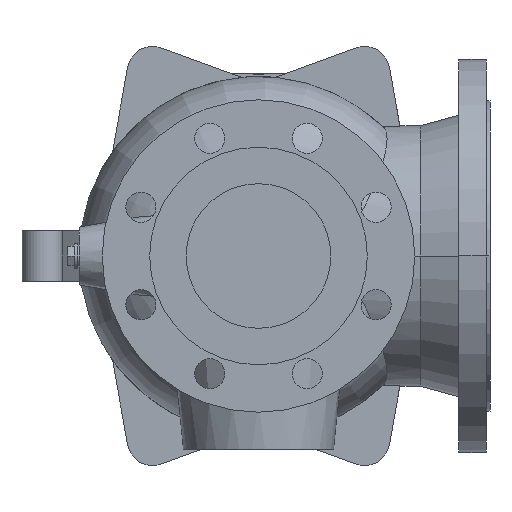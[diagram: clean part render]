
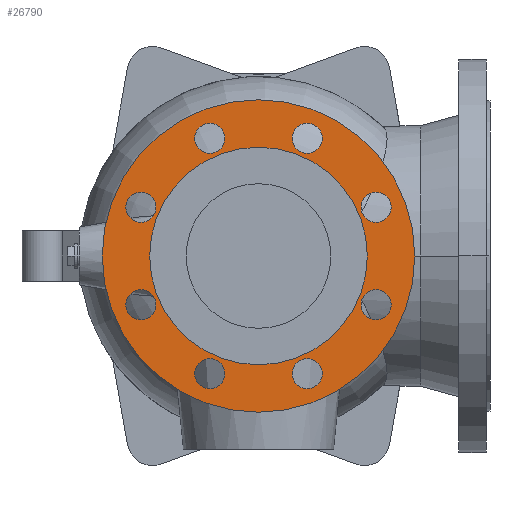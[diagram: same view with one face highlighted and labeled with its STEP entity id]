
A CAD part, front view. The second image highlights one B-rep face of the part: STEP entity #26790.
In plain terms, the highlighted planar face has unit normal (0, -1, 0).
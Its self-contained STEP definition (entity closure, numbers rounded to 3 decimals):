
#1730=CARTESIAN_POINT('',(94.,3.,0.));
#1740=VERTEX_POINT('',#1730);
#1900=CARTESIAN_POINT('',(-94.,3.,0.));
#1910=VERTEX_POINT('',#1900);
#1940=CARTESIAN_POINT('',(0.,3.,0.));
#1950=DIRECTION('',(0.,-1.,-0.));
#1960=DIRECTION('',(-1.,0.,0.));
#1970=AXIS2_PLACEMENT_3D('',#1940,#1950,#1960);
#1980=CIRCLE('',#1970,94.);
#1990=EDGE_CURVE('',#1740,#1910,#1980,.T.);
#2130=CARTESIAN_POINT('',(-135.,3.,0.));
#2140=VERTEX_POINT('',#2130);
#2190=CARTESIAN_POINT('',(0.,3.,0.));
#2200=DIRECTION('',(0.,-1.,-0.));
#2210=DIRECTION('',(-1.,0.,0.));
#2220=AXIS2_PLACEMENT_3D('',#2190,#2200,#2210);
#2230=CIRCLE('',#2220,135.);
#2240=CARTESIAN_POINT('',(135.,3.,0.));
#2250=VERTEX_POINT('',#2240);
#2260=EDGE_CURVE('',#2140,#2250,#2230,.T.);
#3830=CARTESIAN_POINT('',(-114.627,3.,-42.095));
#3840=VERTEX_POINT('',#3830);
#4000=CARTESIAN_POINT('',(-88.627,3.,-42.095));
#4010=VERTEX_POINT('',#4000);
#4040=CARTESIAN_POINT('',(-101.627,3.,-42.095));
#4050=DIRECTION('',(0.,1.,0.));
#4060=DIRECTION('',(-1.,0.,0.));
#4070=AXIS2_PLACEMENT_3D('',#4040,#4050,#4060);
#4080=CIRCLE('',#4070,13.);
#4090=EDGE_CURVE('',#4010,#3840,#4080,.T.);
#4250=CARTESIAN_POINT('',(-88.627,3.,42.095));
#4260=VERTEX_POINT('',#4250);
#4420=CARTESIAN_POINT('',(-114.627,3.,42.095));
#4430=VERTEX_POINT('',#4420);
#4460=CARTESIAN_POINT('',(-101.627,3.,42.095));
#4470=DIRECTION('',(0.,1.,0.));
#4480=DIRECTION('',(-1.,0.,0.));
#4490=AXIS2_PLACEMENT_3D('',#4460,#4470,#4480);
#4500=CIRCLE('',#4490,13.);
#4510=EDGE_CURVE('',#4430,#4260,#4500,.T.);
#4670=CARTESIAN_POINT('',(-55.095,3.,101.627));
#4680=VERTEX_POINT('',#4670);
#4710=CARTESIAN_POINT('',(-42.095,3.,101.627));
#4720=DIRECTION('',(0.,1.,0.));
#4730=DIRECTION('',(-1.,0.,0.));
#4740=AXIS2_PLACEMENT_3D('',#4710,#4720,#4730);
#4750=CIRCLE('',#4740,13.);
#4760=CARTESIAN_POINT('',(-29.095,3.,101.627));
#4770=VERTEX_POINT('',#4760);
#4780=EDGE_CURVE('',#4680,#4770,#4750,.T.);
#5090=CARTESIAN_POINT('',(29.095,3.,101.627));
#5100=VERTEX_POINT('',#5090);
#5260=CARTESIAN_POINT('',(55.095,3.,101.627));
#5270=VERTEX_POINT('',#5260);
#5300=CARTESIAN_POINT('',(42.095,3.,101.627));
#5310=DIRECTION('',(0.,1.,0.));
#5320=DIRECTION('',(-1.,0.,0.));
#5330=AXIS2_PLACEMENT_3D('',#5300,#5310,#5320);
#5340=CIRCLE('',#5330,13.);
#5350=EDGE_CURVE('',#5270,#5100,#5340,.T.);
#5510=CARTESIAN_POINT('',(114.627,3.,42.095));
#5520=VERTEX_POINT('',#5510);
#5550=CARTESIAN_POINT('',(101.627,3.,42.095));
#5560=DIRECTION('',(0.,1.,0.));
#5570=DIRECTION('',(-1.,0.,0.));
#5580=AXIS2_PLACEMENT_3D('',#5550,#5560,#5570);
#5590=CIRCLE('',#5580,13.);
#5600=CARTESIAN_POINT('',(88.627,3.,42.095));
#5610=VERTEX_POINT('',#5600);
#5620=EDGE_CURVE('',#5520,#5610,#5590,.T.);
#5930=CARTESIAN_POINT('',(114.627,3.,-42.095));
#5940=VERTEX_POINT('',#5930);
#5970=CARTESIAN_POINT('',(101.627,3.,-42.095));
#5980=DIRECTION('',(0.,1.,0.));
#5990=DIRECTION('',(-1.,0.,0.));
#6000=AXIS2_PLACEMENT_3D('',#5970,#5980,#5990);
#6010=CIRCLE('',#6000,13.);
#6020=CARTESIAN_POINT('',(88.627,3.,-42.095));
#6030=VERTEX_POINT('',#6020);
#6040=EDGE_CURVE('',#5940,#6030,#6010,.T.);
#6350=CARTESIAN_POINT('',(29.095,3.,-101.627));
#6360=VERTEX_POINT('',#6350);
#6520=CARTESIAN_POINT('',(55.095,3.,-101.627));
#6530=VERTEX_POINT('',#6520);
#6560=CARTESIAN_POINT('',(42.095,3.,-101.627));
#6570=DIRECTION('',(0.,1.,0.));
#6580=DIRECTION('',(-1.,0.,0.));
#6590=AXIS2_PLACEMENT_3D('',#6560,#6570,#6580);
#6600=CIRCLE('',#6590,13.);
#6610=EDGE_CURVE('',#6530,#6360,#6600,.T.);
#6770=CARTESIAN_POINT('',(-55.095,3.,-101.627));
#6780=VERTEX_POINT('',#6770);
#6810=CARTESIAN_POINT('',(-42.095,3.,-101.627));
#6820=DIRECTION('',(0.,1.,0.));
#6830=DIRECTION('',(-1.,0.,0.));
#6840=AXIS2_PLACEMENT_3D('',#6810,#6820,#6830);
#6850=CIRCLE('',#6840,13.);
#6860=CARTESIAN_POINT('',(-29.095,3.,-101.627));
#6870=VERTEX_POINT('',#6860);
#6880=EDGE_CURVE('',#6780,#6870,#6850,.T.);
#26240=CARTESIAN_POINT('',(-114.5,3.,0.));
#26250=DIRECTION('',(0.,-1.,-0.));
#26260=DIRECTION('',(-1.,0.,0.));
#26270=AXIS2_PLACEMENT_3D('',#26240,#26250,#26260);
#26280=PLANE('',#26270);
#26290=EDGE_CURVE('',#6870,#6780,#6850,.T.);
#26300=ORIENTED_EDGE('',*,*,#26290,.T.);
#26310=ORIENTED_EDGE('',*,*,#6880,.T.);
#26320=EDGE_LOOP('',(#26310,#26300));
#26330=FACE_BOUND('',#26320,.T.);
#26340=EDGE_CURVE('',#6360,#6530,#6600,.T.);
#26350=ORIENTED_EDGE('',*,*,#26340,.T.);
#26360=ORIENTED_EDGE('',*,*,#6610,.T.);
#26370=EDGE_LOOP('',(#26360,#26350));
#26380=FACE_BOUND('',#26370,.T.);
#26390=ORIENTED_EDGE('',*,*,#6040,.T.);
#26400=EDGE_CURVE('',#6030,#5940,#6010,.T.);
#26410=ORIENTED_EDGE('',*,*,#26400,.T.);
#26420=EDGE_LOOP('',(#26410,#26390));
#26430=FACE_BOUND('',#26420,.T.);
#26440=EDGE_CURVE('',#5610,#5520,#5590,.T.);
#26450=ORIENTED_EDGE('',*,*,#26440,.T.);
#26460=ORIENTED_EDGE('',*,*,#5620,.T.);
#26470=EDGE_LOOP('',(#26460,#26450));
#26480=FACE_BOUND('',#26470,.T.);
#26490=EDGE_CURVE('',#5100,#5270,#5340,.T.);
#26500=ORIENTED_EDGE('',*,*,#26490,.T.);
#26510=ORIENTED_EDGE('',*,*,#5350,.T.);
#26520=EDGE_LOOP('',(#26510,#26500));
#26530=FACE_BOUND('',#26520,.T.);
#26540=EDGE_CURVE('',#4770,#4680,#4750,.T.);
#26550=ORIENTED_EDGE('',*,*,#26540,.T.);
#26560=ORIENTED_EDGE('',*,*,#4780,.T.);
#26570=EDGE_LOOP('',(#26560,#26550));
#26580=FACE_BOUND('',#26570,.T.);
#26590=EDGE_CURVE('',#4260,#4430,#4500,.T.);
#26600=ORIENTED_EDGE('',*,*,#26590,.T.);
#26610=ORIENTED_EDGE('',*,*,#4510,.T.);
#26620=EDGE_LOOP('',(#26610,#26600));
#26630=FACE_BOUND('',#26620,.T.);
#26640=EDGE_CURVE('',#3840,#4010,#4080,.T.);
#26650=ORIENTED_EDGE('',*,*,#26640,.T.);
#26660=ORIENTED_EDGE('',*,*,#4090,.T.);
#26670=EDGE_LOOP('',(#26660,#26650));
#26680=FACE_BOUND('',#26670,.T.);
#26690=EDGE_CURVE('',#1910,#1740,#1980,.T.);
#26700=ORIENTED_EDGE('',*,*,#26690,.F.);
#26710=ORIENTED_EDGE('',*,*,#1990,.F.);
#26720=EDGE_LOOP('',(#26710,#26700));
#26730=FACE_BOUND('',#26720,.T.);
#26740=ORIENTED_EDGE('',*,*,#2260,.T.);
#26750=EDGE_CURVE('',#2250,#2140,#2230,.T.);
#26760=ORIENTED_EDGE('',*,*,#26750,.T.);
#26770=EDGE_LOOP('',(#26760,#26740));
#26780=FACE_OUTER_BOUND('',#26770,.T.);
#26790=ADVANCED_FACE('',(#26330,#26380,#26430,#26480,#26530,#26580,
#26630,#26680,#26730,#26780),#26280,.T.);
